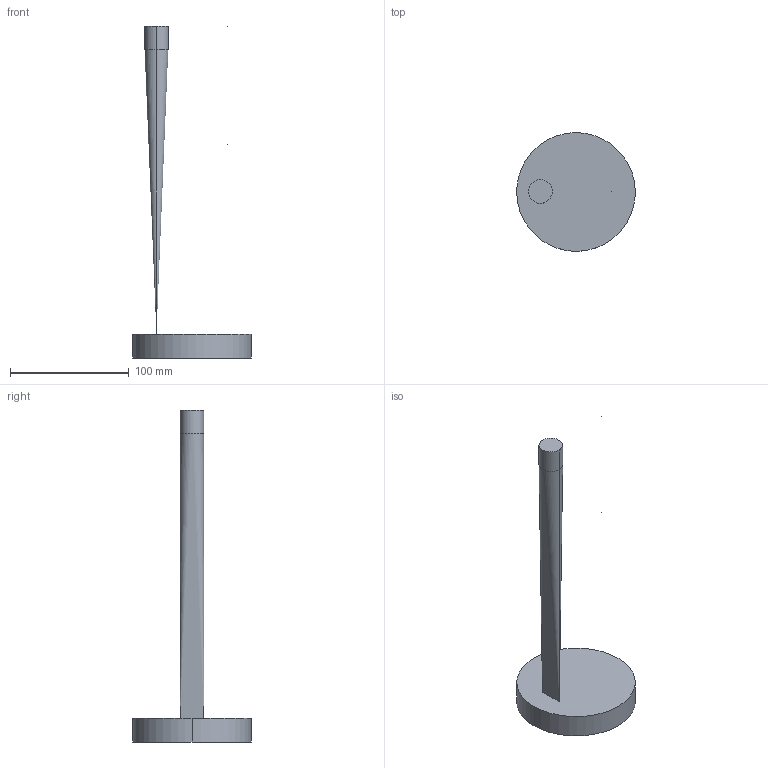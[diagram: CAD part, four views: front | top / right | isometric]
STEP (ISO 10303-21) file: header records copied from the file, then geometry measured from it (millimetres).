
FILE_DESCRIPTION(/* description */ (''),/* implementation_level */ '2;1');
FILE_NAME(/* name */ '17C34C~1',/* time_stamp */ '2020-11-06T18:35:36+01:00',/* author */ (''),/* organization */ (''),/* preprocessor_version */ 'ST-DEVELOPER v16.5',/* originating_system */ '',/* authorisation */ '');
FILE_SCHEMA (('AUTOMOTIVE_DESIGN'));
Length unit declared in the file: millimetre
Products named in the file (1): Document
Bounding box: 100 x 99.82 x 280 mm (x, y, z)
Volume: 687144.5 mm3; surface area: 70757 mm2
Topology: 3 solids, 4 shells, 13 faces, 29 edges, 19 vertices
Faces by surface type: bspline 8, plane 5
Entity records: 467 total; most frequent: CARTESIAN_POINT 230, ORIENTED_EDGE 38, EDGE_CURVE 20, DIRECTION 15, VERTEX_POINT 14, ADVANCED_FACE 13, FACE_OUTER_BOUND 13, EDGE_LOOP 13
